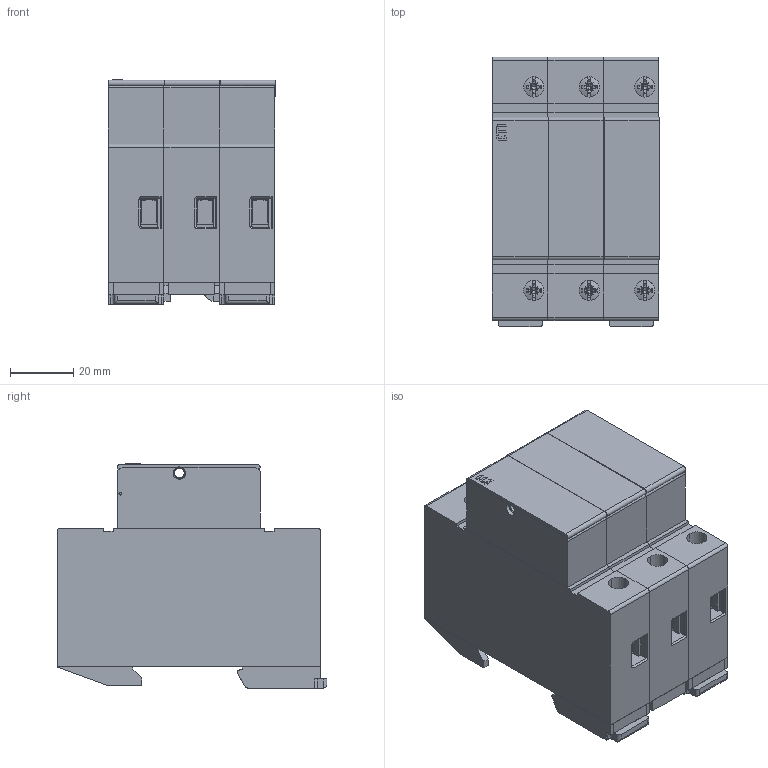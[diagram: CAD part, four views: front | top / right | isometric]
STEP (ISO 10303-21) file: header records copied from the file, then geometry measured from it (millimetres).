
FILE_DESCRIPTION((''),'2;1');
FILE_NAME('PCF_8_3P_FRENCH_ASM','2021-01-18T',('marketing.praksa'),('Audax d.o.o.'),'CREO PARAMETRIC BY PTC INC, 2017480','CREO PARAMETRIC BY PTC INC, 2017480','');
FILE_SCHEMA(('AUTOMOTIVE_DESIGN { 1 0 10303 214 1 1 1 1 }'));
Products named in the file (83): PCF10_1P_2_1_1_2_3_4_1_1_2_3_30; PCF10_1P_2_1_1_2_3_4_1_1_2_3_32; PCF10_1P_2_1_1_2_3_4_1_1_2_3_33; PCF10_1P_2_1_1_2_3_4_1_1_2_3_34; PCF10_1P_2_1_1_2_3_4_1_1_2_3_31_ASM; TMP_DWG_65_1_1_1_2_1_2_1_1_2_15; TMP_DWG_65_1_2_1_2_1_2_1_1_2_15; TMP_DWG_65_1_3_1_2_1_2_1_1_2_15; ASM0008_1_2_ASM_1_1_2_ASM_1__13_ASM; ASM0031_ASM_1_1_2_ASM_1_1_2_3_2_ASM; PCF10_1P_2_1_1_1_1_2_1_1_2_3__4; ASM0032_ASM_1_ASM_1_1_2_ASM___3_ASM; ASM0033_ASM_1_1_2_ASM_1_1_2__11_ASM; PCF_8_1P_ASM_1_1_2_ASM_1_1_2_13_ASM; BODY_1P_1_1_2_1_1; ASM0041_ASM_1_1_2_1_1; PRT0009_1_1_2_1_1; PCF10_1P_2_1_1_2_3_1_1_2_3_4_43; PCF10_1P_2_1_1_2_3_1_1_2_3_4_45; PCF10_1P_2_1_1_2_3_1_1_2_3_4_46; PCF10_1P_2_1_1_2_3_1_1_2_3_4_44_ASM; PCF_8_1P_ASM_1_1_ASM_1_1_2_3_10_ASM; ASM0035_ASM_1_1_2_3_ASM_1_1_A_1_ASM; ASM0042_ASM_1_1_ASM_1_1_ASM; OPEN_CASCADE_STEP_TRANSLATOR_38; OPEN_CASCADE_STEP_TRANSLAT-4__4; OPEN_CASCADE_STEP_TRANSLA-11__4; OPEN_CASCADE_STEP_TRANSLATOR_39_ASM; ASM0043_ASM_1_1_ASM_1_1_ASM; ASM0036_ASM_1_1_2_3_4_5_6_ASM_2_ASM; PCF10_1P_2_1_1_2_3_4_1_1_2_3_35; PCF10_1P_2_1_1_2_3_4_1_1_2_3_37; PCF10_1P_2_1_1_2_3_4_1_1_2_3_38; PCF10_1P_2_1_1_2_3_4_1_1_2_3_39; PCF10_1P_2_1_1_2_3_4_1_1_2_3_36_ASM; ASM0032_ASM_1_ASM_1_1_2_ASM___4; ASM0033_ASM_1_1_2_ASM_1_1_2__12_ASM; PCF_8_1P_ASM_1_1_2_ASM_1_1_2_14_ASM; BODY_1P_1_1_2_3_1_1; ASM0041_ASM_1_1_2_3_1_1 ...
Assembly tree (82 placements, depth 9):
  PCF_8_3P_FRENCH_ASM
    PCF_8_1P_FRENCH_ASM_1_1_ASM
      ASM0036_ASM_1_1_2_3_4_5_6_ASM_2_ASM
        PCF_8_1P_ASM_1_1_2_ASM_1_1_2_13_ASM
          PCF10_1P_2_1_1_2_3_4_1_1_2_3_31_ASM
            PCF10_1P_2_1_1_2_3_4_1_1_2_3_30
            PCF10_1P_2_1_1_2_3_4_1_1_2_3_32
            PCF10_1P_2_1_1_2_3_4_1_1_2_3_33
            PCF10_1P_2_1_1_2_3_4_1_1_2_3_34
          ASM0031_ASM_1_1_2_ASM_1_1_2_3_2_ASM
            ASM0008_1_2_ASM_1_1_2_ASM_1__13_ASM
              TMP_DWG_65_1_1_1_2_1_2_1_1_2_15
              TMP_DWG_65_1_2_1_2_1_2_1_1_2_15
              TMP_DWG_65_1_3_1_2_1_2_1_1_2_15
          ASM0033_ASM_1_1_2_ASM_1_1_2__11_ASM
            ASM0032_ASM_1_ASM_1_1_2_ASM___3_ASM
              PCF10_1P_2_1_1_1_1_2_1_1_2_3__4
        BODY_1P_1_1_2_1_1
        ASM0041_ASM_1_1_2_1_1
        PRT0009_1_1_2_1_1
        ASM0042_ASM_1_1_ASM_1_1_ASM
          ASM0035_ASM_1_1_2_3_ASM_1_1_A_1_ASM
            PCF_8_1P_ASM_1_1_ASM_1_1_2_3_10_ASM
              PCF10_1P_2_1_1_2_3_1_1_2_3_4_44_ASM
                PCF10_1P_2_1_1_2_3_1_1_2_3_4_43
                PCF10_1P_2_1_1_2_3_1_1_2_3_4_45
                PCF10_1P_2_1_1_2_3_1_1_2_3_4_46
        ASM0043_ASM_1_1_ASM_1_1_ASM
          OPEN_CASCADE_STEP_TRANSLATOR_39_ASM
            OPEN_CASCADE_STEP_TRANSLATOR_38
            OPEN_CASCADE_STEP_TRANSLAT-4__4
            OPEN_CASCADE_STEP_TRANSLA-11__4
      ASM0051_ASM_1_1_ASM
        ASM0036_ASM_1_1_2_3_4_5_6_7_A_1_ASM
          PCF_8_1P_ASM_1_1_2_ASM_1_1_2_14_ASM
            PCF10_1P_2_1_1_2_3_4_1_1_2_3_36_ASM
              PCF10_1P_2_1_1_2_3_4_1_1_2_3_35
              PCF10_1P_2_1_1_2_3_4_1_1_2_3_37
              PCF10_1P_2_1_1_2_3_4_1_1_2_3_38
              PCF10_1P_2_1_1_2_3_4_1_1_2_3_39
            ASM0033_ASM_1_1_2_ASM_1_1_2__12_ASM
              ASM0032_ASM_1_ASM_1_1_2_ASM___4
          BODY_1P_1_1_2_3_1_1
          ASM0041_ASM_1_1_2_3_1_1
          PRT0009_1_1_2_3_1_1
          ASM0042_ASM_1_1_2_ASM_1_1_ASM
            ASM0035_ASM_1_1_2_3_ASM_1_1_2_1_ASM
              PCF_8_1P_ASM_1_1_ASM_1_1_2_3_11_ASM
                PCF10_1P_2_1_1_2_3_1_1_2_3_4_48_ASM
                  PCF10_1P_2_1_1_2_3_1_1_2_3_4_47
                  PCF10_1P_2_1_1_2_3_1_1_2_3_4_49
                  PCF10_1P_2_1_1_2_3_1_1_2_3_4_50
          ASM0043_ASM_1_1_2_ASM_1_1_ASM
            OPEN_CASCADE_STEP_TRANSLATOR_41_ASM
              OPEN_CASCADE_STEP_TRANSLATOR_40
              OPEN_CASCADE_STEP_TRANSLAT-4__5
              OPEN_CASCADE_STEP_TRANSLA-11__5
      ASM0052_ASM_1_ASM
        ASM0036_ASM_1_1_2_3_4_5_6_7_8_A_ASM
          PCF_8_1P_ASM_1_1_2_ASM_1_1_2_15_ASM
Bounding box: 52.85 x 85.31 x 70.86 mm (x, y, z)
Volume: 240302.5 mm3; surface area: 65388.3 mm2
Topology: 29 solids, 53 shells, 1756 faces, 4741 edges, 3154 vertices
Faces by surface type: plane 1273, cylinder 213, bspline 192, cone 60, sphere 12, torus 6
Entity records: 84916 total; most frequent: CARTESIAN_POINT 23467, ORIENTED_EDGE 9188, DIRECTION 8332, EDGE_CURVE 4705, PRESENTATION_STYLE_ASSIGNMENT 3436, STYLED_ITEM 3436, VECTOR 3372, LINE 3372
